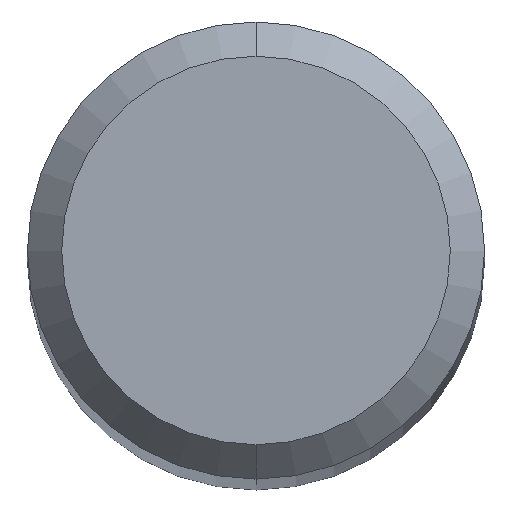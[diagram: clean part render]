
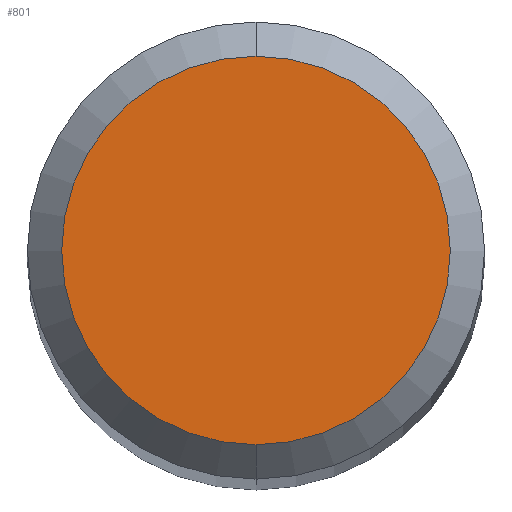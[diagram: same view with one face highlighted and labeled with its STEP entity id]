
A CAD part, top view. The second image highlights one B-rep face of the part: STEP entity #801.
In plain terms, the highlighted planar face has unit normal (0, 0, 1).
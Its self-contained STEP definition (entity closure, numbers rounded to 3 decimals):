
#433=VERTEX_POINT('',#1034);
#573=EDGE_CURVE('',#433,#723,#1194,.T.);
#723=VERTEX_POINT('',#1356);
#801=ADVANCED_FACE('',(#1440),#1441,.T.);
#853=EDGE_CURVE('',#723,#433,#1498,.T.);
#1034=CARTESIAN_POINT('',(0.0,1.7,0.0));
#1194=CIRCLE('',#4305,1.7);
#1356=CARTESIAN_POINT('',(0.,-1.7,0.0));
#1440=FACE_OUTER_BOUND('',#5923,.T.);
#1441=PLANE('',#5924);
#1498=CIRCLE('',#6103,1.7);
#4305=AXIS2_PLACEMENT_3D('',#6569,#6570,#6571);
#5923=EDGE_LOOP('',(#6793,#6794));
#5924=AXIS2_PLACEMENT_3D('',#6795,#6796,#6797);
#6103=AXIS2_PLACEMENT_3D('',#6863,#6864,#6865);
#6569=CARTESIAN_POINT('',(0.0,0.0,0.0));
#6570=DIRECTION('',(0.0,0.0,-1.0));
#6571=DIRECTION('',(0.0,1.0,0.0));
#6793=ORIENTED_EDGE('',*,*,#573,.F.);
#6794=ORIENTED_EDGE('',*,*,#853,.F.);
#6795=CARTESIAN_POINT('',(0.0,0.85,0.0));
#6796=DIRECTION('',(-0.0,0.0,1.0));
#6797=DIRECTION('',(0.0,-1.0,0.0));
#6863=CARTESIAN_POINT('',(0.0,0.0,0.0));
#6864=DIRECTION('',(0.0,0.0,-1.0));
#6865=DIRECTION('',(0.0,1.0,0.0));
